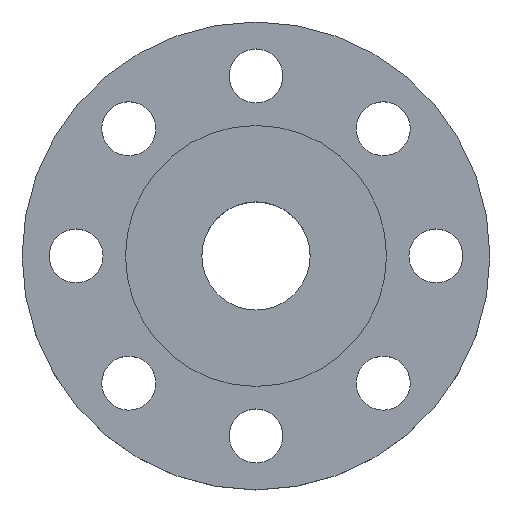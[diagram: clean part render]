
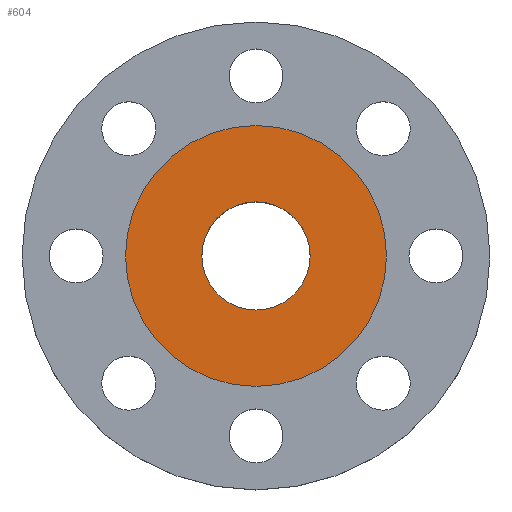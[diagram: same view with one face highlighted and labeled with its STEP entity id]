
A CAD part, top view. The second image highlights one B-rep face of the part: STEP entity #604.
In plain terms, the highlighted planar face has unit normal (0, 0, 1).
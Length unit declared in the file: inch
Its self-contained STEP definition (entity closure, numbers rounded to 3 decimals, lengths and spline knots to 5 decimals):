
#98 = VERTEX_POINT ( 'NONE', #1075 ) ;
#120 = DIRECTION ( 'NONE',  ( 1., 0., 0. ) ) ;
#122 = DIRECTION ( 'NONE',  ( 0., 0., -1. ) ) ;
#139 = CARTESIAN_POINT ( 'NONE',  ( 0., 0., 0. ) ) ;
#243 = FACE_BOUND ( 'NONE', #428, .T. ) ;
#246 = DIRECTION ( 'NONE',  ( 1., 0., 0. ) ) ;
#251 = EDGE_CURVE ( 'NONE', #722, #98, #575, .T. ) ;
#261 = DIRECTION ( 'NONE',  ( 1., 0., 0. ) ) ;
#287 = DIRECTION ( 'NONE',  ( 0., 0., 1. ) ) ;
#353 = CIRCLE ( 'NONE', #925, 0.7515 ) ;
#368 = CARTESIAN_POINT ( 'NONE',  ( 0., 0., 0. ) ) ;
#393 = CIRCLE ( 'NONE', #738, 1.8125 ) ;
#395 = DIRECTION ( 'NONE',  ( -1., 0., 0. ) ) ;
#406 = EDGE_LOOP ( 'NONE', ( #1131, #966 ) ) ;
#407 = CARTESIAN_POINT ( 'NONE',  ( 0., 0.7515, 0. ) ) ;
#428 = EDGE_LOOP ( 'NONE', ( #891, #795 ) ) ;
#497 = CIRCLE ( 'NONE', #872, 1.8125 ) ;
#509 = DIRECTION ( 'NONE',  ( 0., 0., 1. ) ) ;
#574 = PLANE ( 'NONE',  #869 ) ;
#575 = CIRCLE ( 'NONE', #929, 0.7515 ) ;
#596 = CARTESIAN_POINT ( 'NONE',  ( 0., 0., 0. ) ) ;
#604 = ADVANCED_FACE ( 'NONE', ( #243, #864 ), #574, .F. ) ;
#631 = CARTESIAN_POINT ( 'NONE',  ( -0.7515, 0., 0. ) ) ;
#637 = DIRECTION ( 'NONE',  ( 0., 0., 1. ) ) ;
#722 = VERTEX_POINT ( 'NONE', #631 ) ;
#738 = AXIS2_PLACEMENT_3D ( 'NONE', #368, #287, #120 ) ;
#771 = DIRECTION ( 'NONE',  ( 1., 0., 0. ) ) ;
#785 = EDGE_CURVE ( 'NONE', #1064, #911, #497, .T. ) ;
#795 = ORIENTED_EDGE ( 'NONE', *, *, #251, .F. ) ;
#840 = EDGE_CURVE ( 'NONE', #911, #1064, #393, .T. ) ;
#849 = DIRECTION ( 'NONE',  ( 0., 0., 1. ) ) ;
#864 = FACE_OUTER_BOUND ( 'NONE', #406, .T. ) ;
#869 = AXIS2_PLACEMENT_3D ( 'NONE', #407, #122, #395 ) ;
#872 = AXIS2_PLACEMENT_3D ( 'NONE', #1156, #637, #261 ) ;
#891 = ORIENTED_EDGE ( 'NONE', *, *, #1078, .F. ) ;
#911 = VERTEX_POINT ( 'NONE', #932 ) ;
#925 = AXIS2_PLACEMENT_3D ( 'NONE', #139, #509, #246 ) ;
#929 = AXIS2_PLACEMENT_3D ( 'NONE', #596, #849, #771 ) ;
#932 = CARTESIAN_POINT ( 'NONE',  ( 1.8125, 0., 0. ) ) ;
#966 = ORIENTED_EDGE ( 'NONE', *, *, #785, .T. ) ;
#967 = CARTESIAN_POINT ( 'NONE',  ( -1.8125, 0., 0. ) ) ;
#1064 = VERTEX_POINT ( 'NONE', #967 ) ;
#1075 = CARTESIAN_POINT ( 'NONE',  ( 0.7515, 0., 0. ) ) ;
#1078 = EDGE_CURVE ( 'NONE', #98, #722, #353, .T. ) ;
#1131 = ORIENTED_EDGE ( 'NONE', *, *, #840, .T. ) ;
#1156 = CARTESIAN_POINT ( 'NONE',  ( 0., 0., 0. ) ) ;
